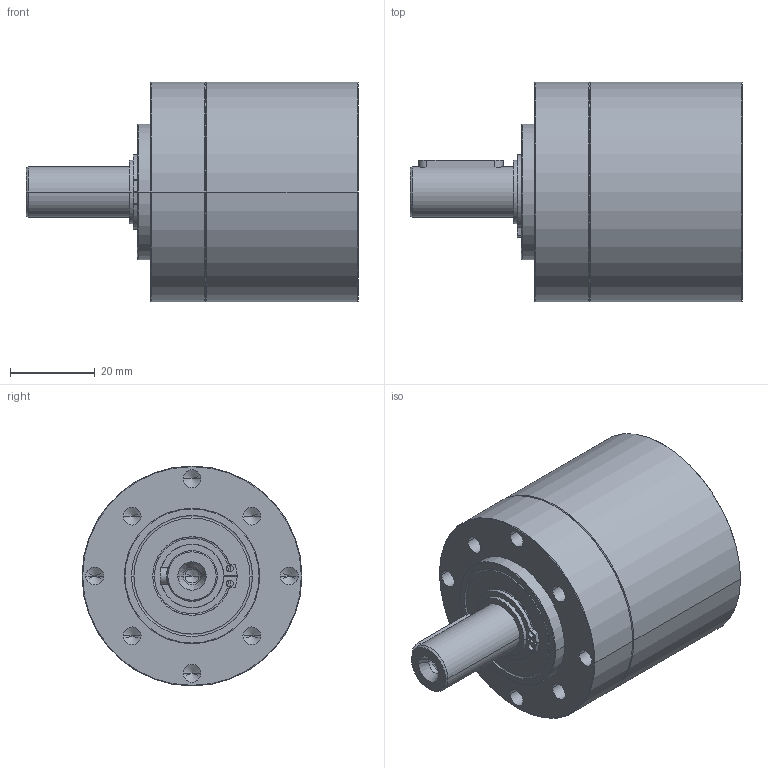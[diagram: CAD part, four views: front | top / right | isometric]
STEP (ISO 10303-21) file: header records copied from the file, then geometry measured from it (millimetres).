
FILE_DESCRIPTION((''),'2;1');
FILE_NAME('2194977','2016-10-07T',('mmagpetk'),(''),'CREO PARAMETRIC BY PTC INC, 2016050','CREO PARAMETRIC BY PTC INC, 2016050','');
FILE_SCHEMA(('CONFIG_CONTROL_DESIGN'));
Length unit declared in the file: millimetre
Products named in the file (1): 2194977
Bounding box: 78.5 x 52 x 52 mm (x, y, z)
Volume: 103145.3 mm3; surface area: 15606.9 mm2
Topology: 1 solids, 1 shells, 100 faces, 239 edges, 135 vertices
Faces by surface type: cylinder 39, cone 32, plane 23, torus 6
Entity records: 2899 total; most frequent: DIRECTION 531, CARTESIAN_POINT 487, ORIENTED_EDGE 442, EDGE_CURVE 221, AXIS2_PLACEMENT_3D 214, VERTEX_POINT 135, EDGE_LOOP 116, CIRCLE 114
